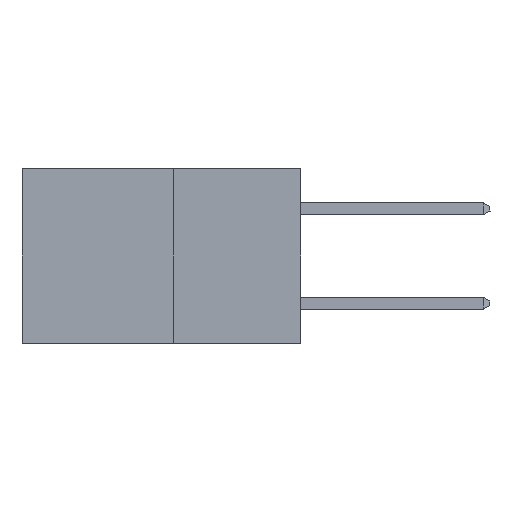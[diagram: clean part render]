
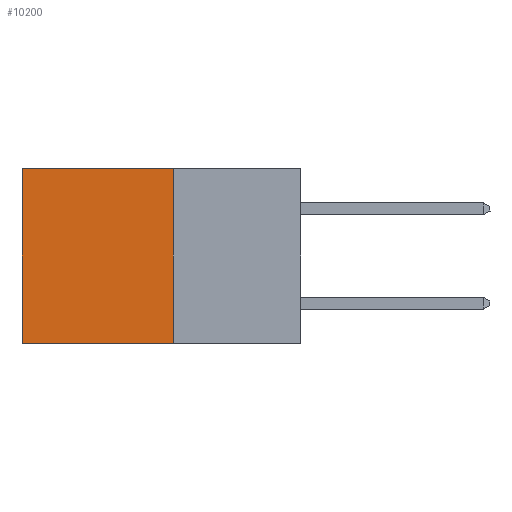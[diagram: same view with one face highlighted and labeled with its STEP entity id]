
A CAD part, left-side view. The second image highlights one B-rep face of the part: STEP entity #10200.
In plain terms, the highlighted planar face has unit normal (-1, 0, 0).
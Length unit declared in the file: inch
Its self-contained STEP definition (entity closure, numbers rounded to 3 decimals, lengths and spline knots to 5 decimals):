
#421 = CARTESIAN_POINT ( 'NONE',  ( 0.277, 0.59, -0.37 ) ) ;
#454 = EDGE_CURVE ( 'NONE', #9964, #6985, #5074, .T. ) ;
#885 = VERTEX_POINT ( 'NONE', #8663 ) ;
#1888 = DIRECTION ( 'NONE',  ( 0., 1., 0. ) ) ;
#2725 = VECTOR ( 'NONE', #13302, 39.37008 ) ;
#3055 = ORIENTED_EDGE ( 'NONE', *, *, #12128, .T. ) ;
#3631 = ORIENTED_EDGE ( 'NONE', *, *, #11877, .F. ) ;
#3935 = CARTESIAN_POINT ( 'NONE',  ( 0.277, 0.27, -0.37 ) ) ;
#4384 = DIRECTION ( 'NONE',  ( 1., 0., 0. ) ) ;
#4925 = EDGE_CURVE ( 'NONE', #885, #6985, #16141, .T. ) ;
#5074 = LINE ( 'NONE', #421, #12131 ) ;
#6016 = VECTOR ( 'NONE', #1888, 39.37008 ) ;
#6227 = CARTESIAN_POINT ( 'NONE',  ( 0.277, 0.59, -0.37 ) ) ;
#6520 = CARTESIAN_POINT ( 'NONE',  ( 0.277, 0.27, -0.37 ) ) ;
#6595 = CARTESIAN_POINT ( 'NONE',  ( 0.277, 0.59, 0. ) ) ;
#6754 = CARTESIAN_POINT ( 'NONE',  ( 0.277, 0.27, 0. ) ) ;
#6757 = ORIENTED_EDGE ( 'NONE', *, *, #454, .T. ) ;
#6985 = VERTEX_POINT ( 'NONE', #6227 ) ;
#7792 = DIRECTION ( 'NONE',  ( 0., 1., 0. ) ) ;
#8663 = CARTESIAN_POINT ( 'NONE',  ( 0.277, 0.27, -0.37 ) ) ;
#9639 = CARTESIAN_POINT ( 'NONE',  ( 0.277, 0.27, -0.37 ) ) ;
#9750 = LINE ( 'NONE', #3935, #2725 ) ;
#9790 = CARTESIAN_POINT ( 'NONE',  ( 0.277, 0.27, 0. ) ) ;
#9964 = VERTEX_POINT ( 'NONE', #6595 ) ;
#10200 = ADVANCED_FACE ( 'NONE', ( #11479 ), #14925, .F. ) ;
#11202 = VERTEX_POINT ( 'NONE', #6754 ) ;
#11479 = FACE_OUTER_BOUND ( 'NONE', #14183, .T. ) ;
#11877 = EDGE_CURVE ( 'NONE', #11202, #885, #9750, .T. ) ;
#11917 = ORIENTED_EDGE ( 'NONE', *, *, #4925, .F. ) ;
#12128 = EDGE_CURVE ( 'NONE', #11202, #9964, #12679, .T. ) ;
#12131 = VECTOR ( 'NONE', #16744, 39.37008 ) ;
#12679 = LINE ( 'NONE', #9790, #6016 ) ;
#13063 = VECTOR ( 'NONE', #7792, 39.37008 ) ;
#13122 = AXIS2_PLACEMENT_3D ( 'NONE', #9639, #4384, #13674 ) ;
#13302 = DIRECTION ( 'NONE',  ( 0., 0., -1. ) ) ;
#13674 = DIRECTION ( 'NONE',  ( 0., 0., -1. ) ) ;
#14183 = EDGE_LOOP ( 'NONE', ( #6757, #11917, #3631, #3055 ) ) ;
#14925 = PLANE ( 'NONE',  #13122 ) ;
#16141 = LINE ( 'NONE', #6520, #13063 ) ;
#16744 = DIRECTION ( 'NONE',  ( 0., 0., -1. ) ) ;
